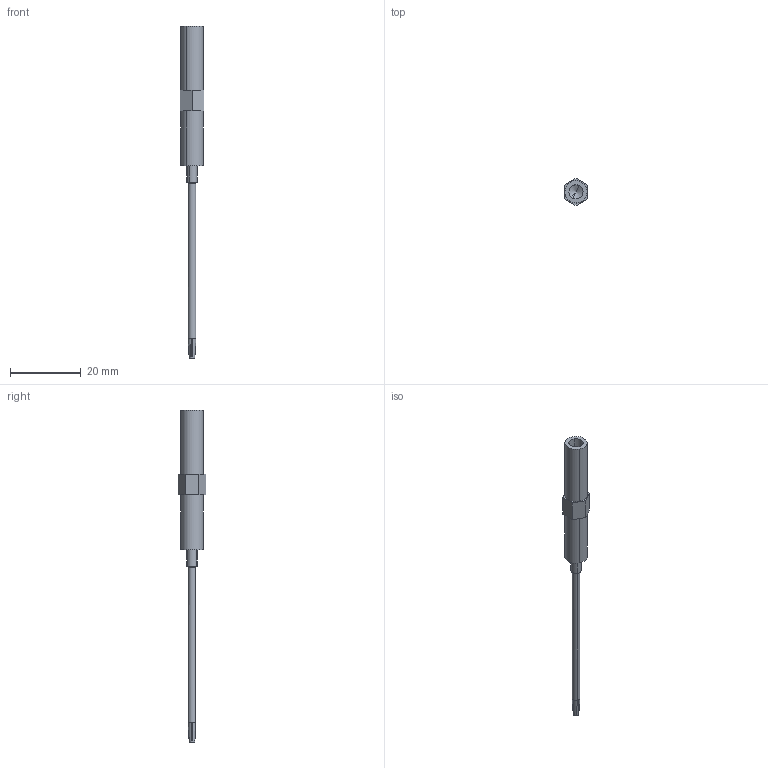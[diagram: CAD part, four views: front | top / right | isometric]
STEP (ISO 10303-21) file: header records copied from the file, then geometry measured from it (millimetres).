
FILE_DESCRIPTION(('CATIA V5R20 STEP214'),'2;1');
FILE_NAME ('5972530_3', '2014-07-28T08:43:04+00:00', ('Weidmueller Interface'), ('Weidmueller'), 'CATIA Version 5 Release 20 SP 5 (IN-10)', 'CATIA V5 STEP AP214', 'none');
FILE_SCHEMA(('AUTOMOTIVE_DESIGN { 1 0 10303 214 1 1 1 1 }'));
Length unit declared in the file: millimetre
Products named in the file (1): PS_ZQV
Bounding box: 6.75 x 7.79 x 94 mm (x, y, z)
Volume: 1250.2 mm3; surface area: 1559.5 mm2
Topology: 1 solids, 1 shells, 43 faces, 98 edges, 59 vertices
Faces by surface type: plane 23, cone 10, cylinder 10
Entity records: 1261 total; most frequent: CARTESIAN_POINT 205, ORIENTED_EDGE 192, DIRECTION 138, EDGE_CURVE 96, AXIS2_PLACEMENT_3D 60, VERTEX_POINT 59, VECTOR 54, LINE 54
